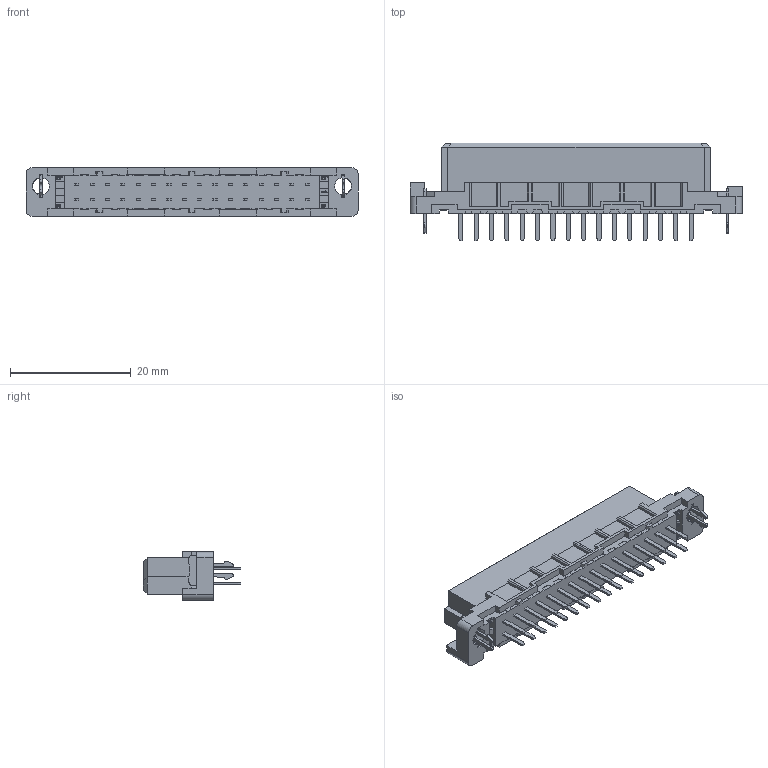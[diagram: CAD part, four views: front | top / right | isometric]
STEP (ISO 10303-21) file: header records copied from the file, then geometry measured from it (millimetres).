
FILE_DESCRIPTION( ('This file contains a STEP AP42 implementation' ,'as created by ZW3D STEP Interface translator.') ,'2;1' );
FILE_NAME( '3412-2XXBFSXXWAX.stp' ,'2310 9.161928', (''), ('ZWCAD Software Co.'), 'Version 1.0', 'ZW3D to STEP translator', '' );
FILE_SCHEMA(('AUTOMOTIVE_DESIGN { 1 0 10303 214 1 1 1 1 }'));
Length unit declared in the file: millimetre
Products named in the file (2): 0; 3412-2XXBFSXXEA1
Bounding box: 54.9 x 16.1 x 8 mm (x, y, z)
Volume: 3387.3 mm3; surface area: 2991.2 mm2
Topology: 1 solids, 1 shells, 1240 faces, 3272 edges, 2133 vertices
Faces by surface type: plane 1087, bspline 101, cylinder 52
Entity records: 39720 total; most frequent: CARTESIAN_POINT 8441, ORIENTED_EDGE 6546, DIRECTION 5587, EDGE_CURVE 3272, VECTOR 2823, LINE 2823, VERTEX_POINT 2133, AXIS2_PLACEMENT_3D 1382
